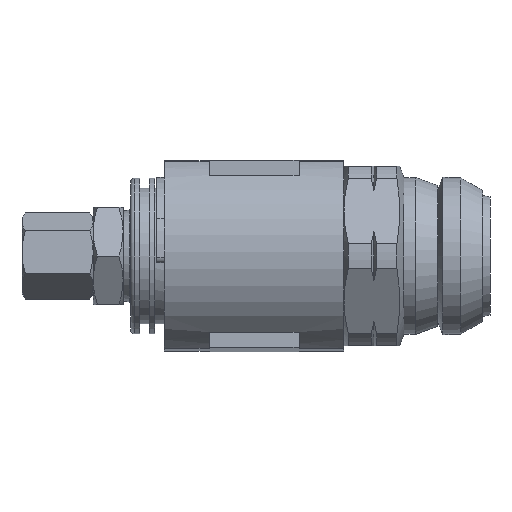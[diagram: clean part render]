
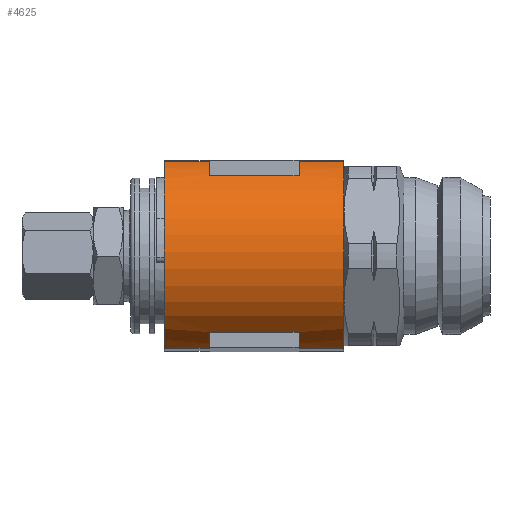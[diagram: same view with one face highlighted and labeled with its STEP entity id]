
A CAD part, left-side view. The second image highlights one B-rep face of the part: STEP entity #4625.
In plain terms, the highlighted cylindrical face has radius 13.5 mm (diameter 27 mm), a partial arc.
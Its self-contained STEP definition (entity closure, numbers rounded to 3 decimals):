
#369 = CIRCLE ( 'NONE', #3218, 13.5 ) ;
#429 = LINE ( 'NONE', #3851, #432 ) ;
#432 = VECTOR ( 'NONE', #3852, 1000. ) ;
#726 = VERTEX_POINT ( 'NONE', #3549 ) ;
#727 = VERTEX_POINT ( 'NONE', #3550 ) ;
#749 = VERTEX_POINT ( 'NONE', #3591 ) ;
#751 = VERTEX_POINT ( 'NONE', #3595 ) ;
#753 = VERTEX_POINT ( 'NONE', #3599 ) ;
#754 = VERTEX_POINT ( 'NONE', #3601 ) ;
#755 = VERTEX_POINT ( 'NONE', #3602 ) ;
#756 = VERTEX_POINT ( 'NONE', #3604 ) ;
#757 = VERTEX_POINT ( 'NONE', #3606 ) ;
#764 = VERTEX_POINT ( 'NONE', #3619 ) ;
#1150 = EDGE_LOOP ( 'NONE', ( #6384, #6385, #6386, #6387, #6388, #6389, #6390, #6391, #6392, #6393, #6394, #6395 ) ) ;
#1343 = EDGE_CURVE ( 'NONE', #3463, #3483, #3004, .T. ) ;
#2578 = EDGE_CURVE ( 'NONE', #726, #727, #369, .T. ) ;
#2614 = EDGE_CURVE ( 'NONE', #749, #726, #429, .T. ) ;
#2619 = AXIS2_PLACEMENT_3D ( 'NONE', #2673, #2674, #2675 ) ;
#2620 = AXIS2_PLACEMENT_3D ( 'NONE', #2686, #2687, #2688 ) ;
#2621 = AXIS2_PLACEMENT_3D ( 'NONE', #2699, #2700, #2701 ) ;
#2622 = AXIS2_PLACEMENT_3D ( 'NONE', #2720, #2721, #2722 ) ;
#2673 = CARTESIAN_POINT ( 'NONE',  ( 0., 25.5, 0. ) ) ;
#2674 = DIRECTION ( 'NONE',  ( 0., 1., 0. ) ) ;
#2675 = DIRECTION ( 'NONE',  ( -0.039, 0., -0.999 ) ) ;
#2676 = DIRECTION ( 'NONE',  ( 0., -1., 0. ) ) ;
#2678 = CARTESIAN_POINT ( 'NONE',  ( -8.09, 47.5, 10.808 ) ) ;
#2679 = DIRECTION ( 'NONE',  ( 0., -1., 0. ) ) ;
#2681 = CARTESIAN_POINT ( 'NONE',  ( -4.615, 47.5, 12.687 ) ) ;
#2686 = CARTESIAN_POINT ( 'NONE',  ( 0., 37.5, 0. ) ) ;
#2687 = DIRECTION ( 'NONE',  ( 0., -1., 0. ) ) ;
#2688 = DIRECTION ( 'NONE',  ( 0.039, 0., 0.999 ) ) ;
#2697 = CARTESIAN_POINT ( 'NONE',  ( -5.578, 47.5, -12.294 ) ) ;
#2699 = CARTESIAN_POINT ( 'NONE',  ( 0., 25.5, 0. ) ) ;
#2700 = DIRECTION ( 'NONE',  ( 0., 1., 0. ) ) ;
#2701 = DIRECTION ( 'NONE',  ( -0.039, 0., -0.999 ) ) ;
#2714 = DIRECTION ( 'NONE',  ( 0., 1., 0. ) ) ;
#2720 = CARTESIAN_POINT ( 'NONE',  ( 0., 37.5, 0. ) ) ;
#2721 = DIRECTION ( 'NONE',  ( 0., -1., 0. ) ) ;
#2722 = DIRECTION ( 'NONE',  ( 0.039, 0., 0.999 ) ) ;
#2723 = CARTESIAN_POINT ( 'NONE',  ( -8.898, 47.5, -10.153 ) ) ;
#2724 = DIRECTION ( 'NONE',  ( 0., 1., 0. ) ) ;
#2725 = CARTESIAN_POINT ( 'NONE',  ( -5.578, 47.5, -12.294 ) ) ;
#2726 = DIRECTION ( 'NONE',  ( 0., 1., 0. ) ) ;
#3004 = CIRCLE ( 'NONE', #5404, 13.5 ) ;
#3218 = AXIS2_PLACEMENT_3D ( 'NONE', #4345, #4346, #4347 ) ;
#3463 = VERTEX_POINT ( 'NONE', #3910 ) ;
#3483 = VERTEX_POINT ( 'NONE', #3929 ) ;
#3549 = CARTESIAN_POINT ( 'NONE',  ( -4.615, 19.5, 12.687 ) ) ;
#3550 = CARTESIAN_POINT ( 'NONE',  ( -5.578, 19.5, -12.294 ) ) ;
#3591 = CARTESIAN_POINT ( 'NONE',  ( -4.615, 25.5, 12.687 ) ) ;
#3595 = CARTESIAN_POINT ( 'NONE',  ( -8.09, 25.5, 10.808 ) ) ;
#3599 = CARTESIAN_POINT ( 'NONE',  ( -8.09, 37.5, 10.808 ) ) ;
#3601 = CARTESIAN_POINT ( 'NONE',  ( -8.898, 25.5, -10.153 ) ) ;
#3602 = CARTESIAN_POINT ( 'NONE',  ( -4.615, 37.5, 12.687 ) ) ;
#3604 = CARTESIAN_POINT ( 'NONE',  ( -5.578, 37.5, -12.294 ) ) ;
#3606 = CARTESIAN_POINT ( 'NONE',  ( -5.578, 25.5, -12.294 ) ) ;
#3619 = CARTESIAN_POINT ( 'NONE',  ( -8.898, 37.5, -10.153 ) ) ;
#3851 = CARTESIAN_POINT ( 'NONE',  ( -4.615, 47.5, 12.687 ) ) ;
#3852 = DIRECTION ( 'NONE',  ( 0., -1., 0. ) ) ;
#3910 = CARTESIAN_POINT ( 'NONE',  ( -5.578, 43.5, -12.294 ) ) ;
#3929 = CARTESIAN_POINT ( 'NONE',  ( -4.615, 43.5, 12.687 ) ) ;
#4345 = CARTESIAN_POINT ( 'NONE',  ( 0., 19.5, 0. ) ) ;
#4346 = DIRECTION ( 'NONE',  ( 0., -1., 0. ) ) ;
#4347 = DIRECTION ( 'NONE',  ( 0.039, 0., 0.999 ) ) ;
#4625 = ADVANCED_FACE ( 'NONE', ( #5004 ), #5013, .T. ) ;
#4716 = EDGE_CURVE ( 'NONE', #751, #749, #5035, .T. ) ;
#4719 = EDGE_CURVE ( 'NONE', #753, #751, #5038, .T. ) ;
#4722 = EDGE_CURVE ( 'NONE', #755, #753, #5044, .T. ) ;
#4723 = EDGE_CURVE ( 'NONE', #3483, #755, #5046, .T. ) ;
#4728 = EDGE_CURVE ( 'NONE', #757, #754, #5051, .T. ) ;
#4736 = EDGE_CURVE ( 'NONE', #756, #3463, #5068, .T. ) ;
#4739 = EDGE_CURVE ( 'NONE', #764, #756, #5070, .T. ) ;
#4741 = EDGE_CURVE ( 'NONE', #754, #764, #5079, .T. ) ;
#4742 = EDGE_CURVE ( 'NONE', #727, #757, #5081, .T. ) ;
#5004 = FACE_OUTER_BOUND ( 'NONE', #1150, .T. ) ;
#5013 = CYLINDRICAL_SURFACE ( 'NONE', #6813, 13.5 ) ;
#5035 = CIRCLE ( 'NONE', #2619, 13.5 ) ;
#5038 = LINE ( 'NONE', #2678, #5041 ) ;
#5041 = VECTOR ( 'NONE', #2679, 1000. ) ;
#5044 = CIRCLE ( 'NONE', #2620, 13.5 ) ;
#5046 = LINE ( 'NONE', #2681, #5048 ) ;
#5048 = VECTOR ( 'NONE', #2676, 1000. ) ;
#5051 = CIRCLE ( 'NONE', #2621, 13.5 ) ;
#5068 = LINE ( 'NONE', #2697, #5073 ) ;
#5070 = CIRCLE ( 'NONE', #2622, 13.5 ) ;
#5073 = VECTOR ( 'NONE', #2714, 1000. ) ;
#5079 = LINE ( 'NONE', #2723, #5082 ) ;
#5081 = LINE ( 'NONE', #2725, #5084 ) ;
#5082 = VECTOR ( 'NONE', #2724, 1000. ) ;
#5084 = VECTOR ( 'NONE', #2726, 1000. ) ;
#5114 = CARTESIAN_POINT ( 'NONE',  ( 0., 43.5, 0. ) ) ;
#5115 = DIRECTION ( 'NONE',  ( 0., 1., 0. ) ) ;
#5116 = DIRECTION ( 'NONE',  ( -0.039, 0., -0.999 ) ) ;
#5404 = AXIS2_PLACEMENT_3D ( 'NONE', #5114, #5115, #5116 ) ;
#6384 = ORIENTED_EDGE ( 'NONE', *, *, #1343, .F. ) ;
#6385 = ORIENTED_EDGE ( 'NONE', *, *, #4736, .F. ) ;
#6386 = ORIENTED_EDGE ( 'NONE', *, *, #4739, .F. ) ;
#6387 = ORIENTED_EDGE ( 'NONE', *, *, #4741, .F. ) ;
#6388 = ORIENTED_EDGE ( 'NONE', *, *, #4728, .F. ) ;
#6389 = ORIENTED_EDGE ( 'NONE', *, *, #4742, .F. ) ;
#6390 = ORIENTED_EDGE ( 'NONE', *, *, #2578, .F. ) ;
#6391 = ORIENTED_EDGE ( 'NONE', *, *, #2614, .F. ) ;
#6392 = ORIENTED_EDGE ( 'NONE', *, *, #4716, .F. ) ;
#6393 = ORIENTED_EDGE ( 'NONE', *, *, #4719, .F. ) ;
#6394 = ORIENTED_EDGE ( 'NONE', *, *, #4722, .F. ) ;
#6395 = ORIENTED_EDGE ( 'NONE', *, *, #4723, .F. ) ;
#6813 = AXIS2_PLACEMENT_3D ( 'NONE', #7072, #7073, #7071 ) ;
#7071 = DIRECTION ( 'NONE',  ( 0.039, 0., 0.999 ) ) ;
#7072 = CARTESIAN_POINT ( 'NONE',  ( 0., 47.5, 0. ) ) ;
#7073 = DIRECTION ( 'NONE',  ( 0., 1., 0. ) ) ;
